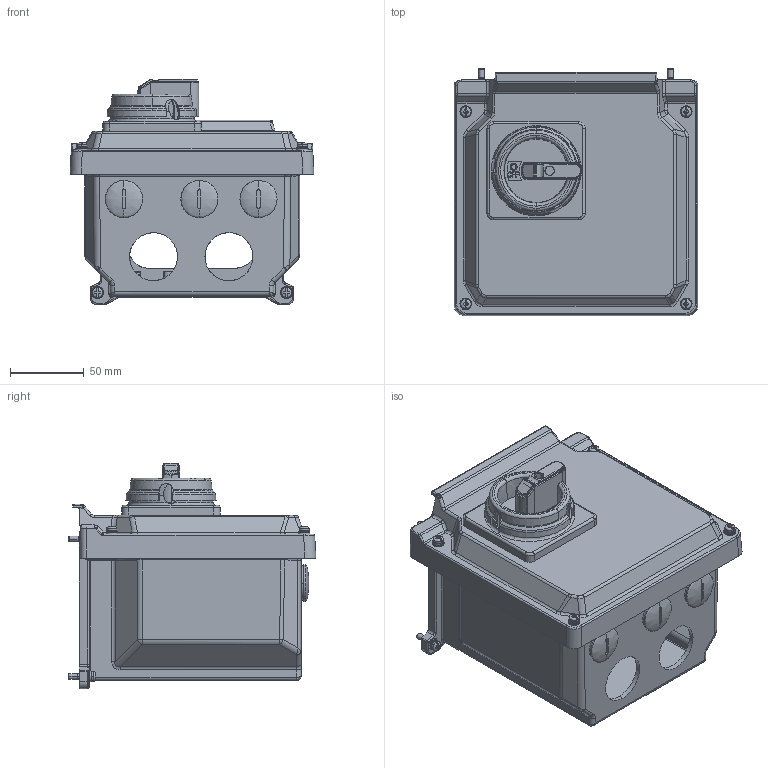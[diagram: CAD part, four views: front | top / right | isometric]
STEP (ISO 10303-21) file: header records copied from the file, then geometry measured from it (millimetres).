
FILE_DESCRIPTION (( 'STEP AP214' ), '1' );
FILE_NAME ('GS20XA-DSB.STEP', '2020-03-10T20:59:49', ( '' ), ( '' ), 'SwSTEP 2.0', 'SolidWorks 2017', '' );
FILE_SCHEMA (( 'AUTOMOTIVE_DESIGN' ));
Length unit declared in the file: inch
Products named in the file (1): GS20XA-DSB
Bounding box: 165 x 167.6 x 152.55 mm (x, y, z)
Volume: 355439.2 mm3; surface area: 278113.9 mm2
Topology: 32 solids, 32 shells, 2240 faces, 5749 edges, 3631 vertices
Faces by surface type: plane 905, cylinder 700, cone 315, bspline 152, torus 112, sphere 56
Entity records: 89968 total; most frequent: CARTESIAN_POINT 38597, ORIENTED_EDGE 11452, DIRECTION 9209, EDGE_CURVE 5726, VERTEX_POINT 3624, AXIS2_PLACEMENT_3D 3264, LINE 2681, VECTOR 2681
